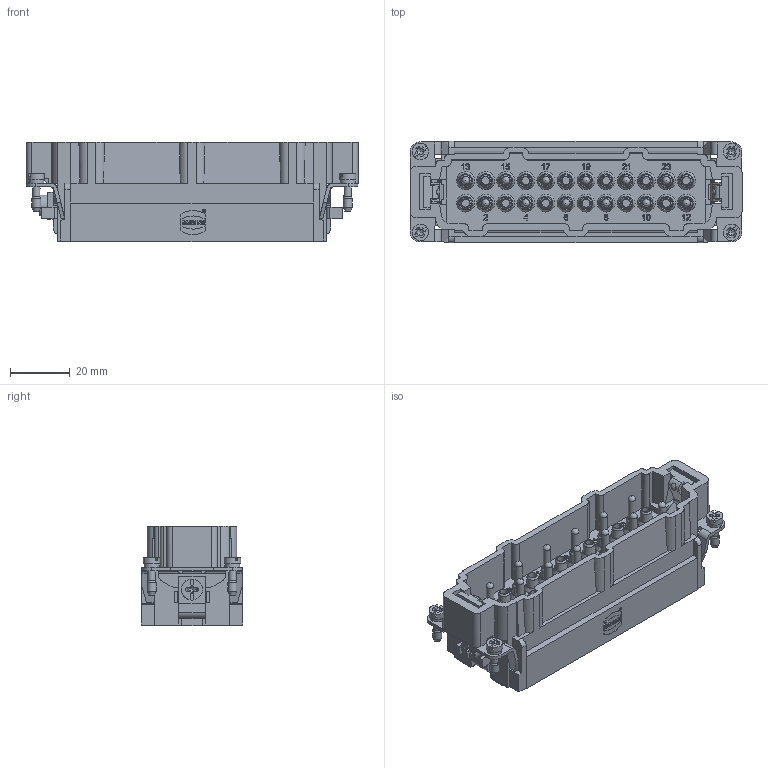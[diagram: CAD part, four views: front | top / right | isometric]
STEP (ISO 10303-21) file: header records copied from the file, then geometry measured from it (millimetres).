
FILE_DESCRIPTION(/* description */ (''),/* implementation_level */ '2;1');
FILE_NAME(/* name */ '100233235ugm000_d.stp',/* time_stamp */ '2019-06-25T10:00:16+02:00',/* author */ (''),/* organization */ (''),/* preprocessor_version */ 'ST-DEVELOPER v16.7',/* originating_system */ 'SIEMENS PLM Software NX 12.0',/* authorisation */ '');
FILE_SCHEMA (('AUTOMOTIVE_DESIGN { 1 0 10303 214 3 1 1 1 }'));
Products named in the file (1): 100233235ugm000_d
Bounding box: 110.85 x 34 x 33.35 mm (x, y, z)
Volume: 63152.1 mm3; surface area: 30466 mm2
Topology: 1 solids, 1 shells, 1626 faces, 4414 edges, 3043 vertices
Faces by surface type: plane 1149, cylinder 174, extrusion 132, cone 129, bspline 26, sphere 16
Full cylindrical faces by diameter (mm): 0.6 x2, 0.911 x1, 1.077 x1, 2.349 x2, 2.5 x16, 2.519 x2, 2.65 x12, 3 x4, 3.242 x1, 5 x4, 5.4 x24, 5.5 x4, 7 x1
Entity records: 59212 total; most frequent: CARTESIAN_POINT 17145, ORIENTED_EDGE 7940, DIRECTION 6811, EDGE_CURVE 3970, VERTEX_POINT 2721, VECTOR 2689, LINE 2557, AXIS2_PLACEMENT_3D 2061
